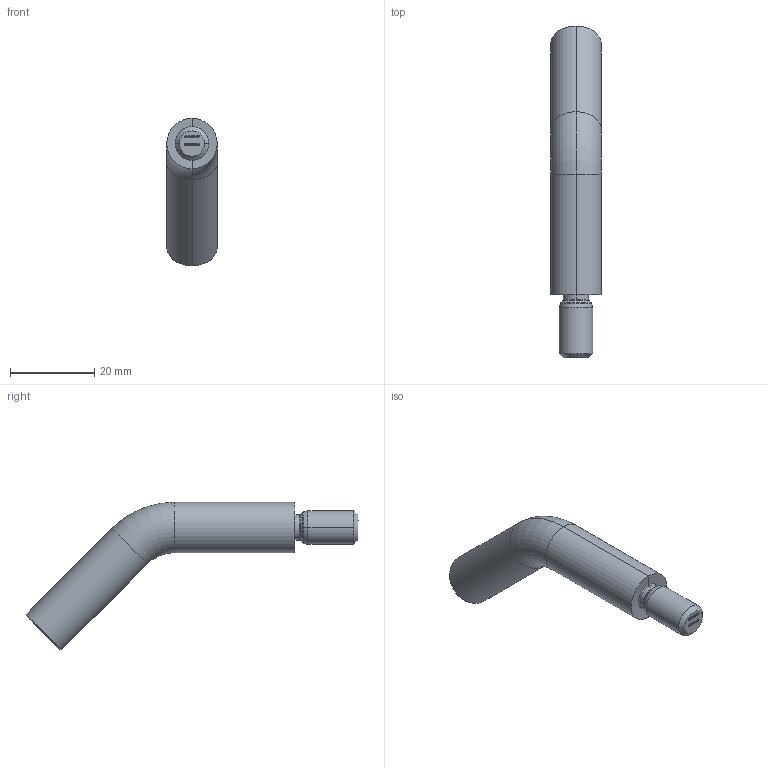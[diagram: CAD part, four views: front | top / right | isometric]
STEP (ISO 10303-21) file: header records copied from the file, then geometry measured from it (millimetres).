
FILE_DESCRIPTION (( 'STEP AP203' ), '1' );
FILE_NAME ('50470-240.STEP', '2018-08-07T07:08:28', ( '' ), ( '' ), 'SwSTEP 2.0', 'SolidWorks 2015', '' );
FILE_SCHEMA (( 'CONFIG_CONTROL_DESIGN' ));
Length unit declared in the file: millimetre
Products named in the file (1): 50470-240
Bounding box: 12 x 78.98 x 35.07 mm (x, y, z)
Volume: 8564.1 mm3; surface area: 3229.8 mm2
Topology: 1 solids, 1 shells, 246 faces, 633 edges, 414 vertices
Faces by surface type: plane 129, bspline 89, torus 10, cone 10, cylinder 8
Entity records: 12718 total; most frequent: CARTESIAN_POINT 7231, ORIENTED_EDGE 1266, DIRECTION 813, EDGE_CURVE 633, VERTEX_POINT 414, LINE 413, VECTOR 413, EDGE_LOOP 271
